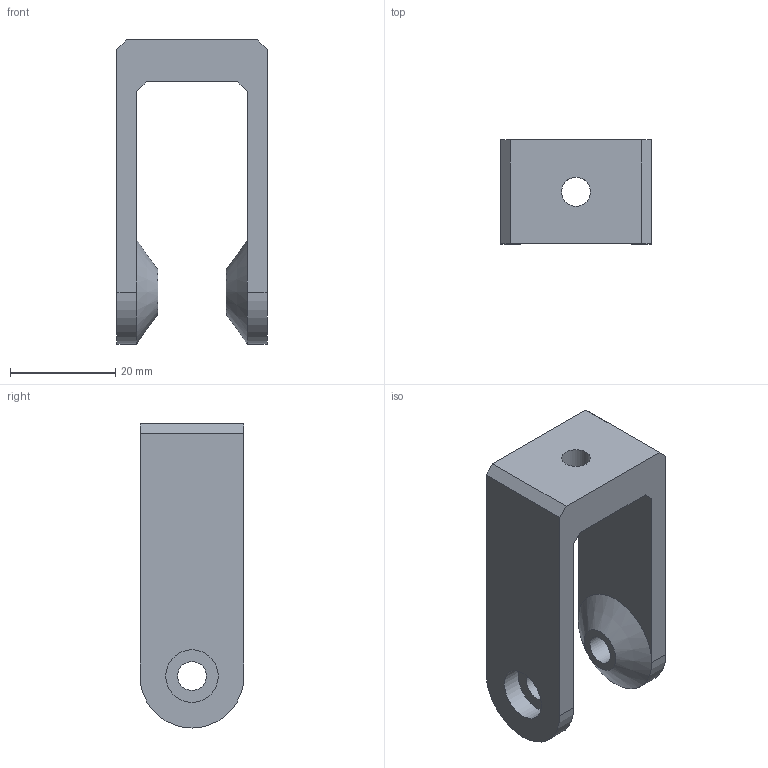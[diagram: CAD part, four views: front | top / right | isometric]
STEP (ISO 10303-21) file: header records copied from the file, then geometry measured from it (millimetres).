
FILE_DESCRIPTION(/* description */ (''),/* implementation_level */ '2;1');
FILE_NAME(/* name */ 'Slider Fork v1.step',/* time_stamp */ '2018-04-27T14:14:22+02:00',/* author */ (''),/* organization */ (''),/* preprocessor_version */ 'ST-DEVELOPER v17',/* originating_system */ 'Autodesk Translation Framework v7.1.0.215',/* authorisation */ '');
FILE_SCHEMA (('AUTOMOTIVE_DESIGN { 1 0 10303 214 3 1 1 }'));
Length unit declared in the file: millimetre
Products named in the file (1): V-Slider Fork
Bounding box: 28.6 x 19.8 x 57.9 mm (x, y, z)
Volume: 12032.8 mm3; surface area: 6815.7 mm2
Topology: 1 solids, 1 shells, 37 faces, 92 edges, 60 vertices
Faces by surface type: plane 29, cylinder 6, cone 2
Full cylindrical faces by diameter (mm): 5.5 x3, 10 x1
Entity records: 1137 total; most frequent: CARTESIAN_POINT 190, DIRECTION 186, ORIENTED_EDGE 184, EDGE_CURVE 92, LINE 74, VECTOR 74, VERTEX_POINT 60, AXIS2_PLACEMENT_3D 56
